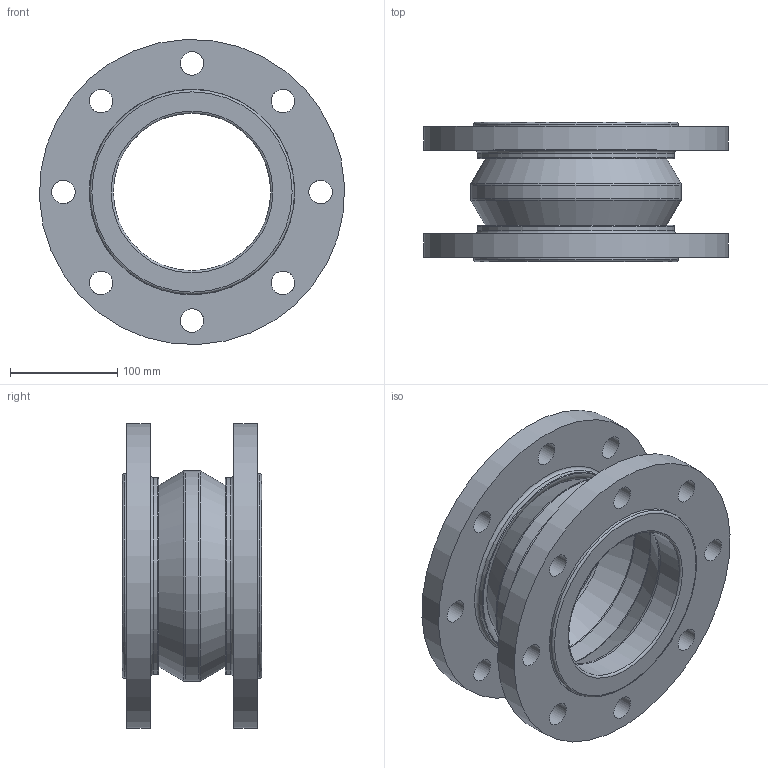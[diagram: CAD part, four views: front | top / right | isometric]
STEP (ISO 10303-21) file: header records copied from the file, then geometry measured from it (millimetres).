
FILE_DESCRIPTION(/* description */ (''),/* implementation_level */ '2;1');
FILE_NAME(/* name */ 'G_0150_130_016_HKS-G.stp',/* time_stamp */ '2022-07-04T15:10:26+02:00',/* author */ ('TKopatzki'),/* organization */ (''),/* preprocessor_version */ 'ST-DEVELOPER v19',/* originating_system */ 'Autodesk Inventor 2023',/* authorisation */ '');
FILE_SCHEMA (('AUTOMOTIVE_DESIGN { 1 0 10303 214 3 1 1 }'));
Length unit declared in the file: millimetre
Products named in the file (3): G_0150_130_016_HKS-G; GK_G_DN150_Balg; GK_R_DN150_Flansch
Assembly tree (3 placements, depth 2):
  G_0150_130_016_HKS-G
    GK_G_DN150_Balg
    GK_R_DN150_Flansch  x2
Bounding box: 284.73 x 130 x 284.73 mm (x, y, z)
Volume: 2441496.9 mm3; surface area: 461073.8 mm2
Topology: 3 solids, 3 shells, 88 faces, 220 edges, 146 vertices
Faces by surface type: cylinder 36, torus 34, plane 14, cone 4
Full cylindrical faces by diameter (mm): 22 x16, 147 x2, 163 x4, 173 x4, 177 x1, 184 x2, 191 x2, 192 x2, 197 x1, 285 x2
Entity records: 2202 total; most frequent: DIRECTION 437, CARTESIAN_POINT 339, ORIENTED_EDGE 322, AXIS2_PLACEMENT_3D 205, EDGE_CURVE 161, CIRCLE 134, VERTEX_POINT 107, EDGE_LOOP 90
